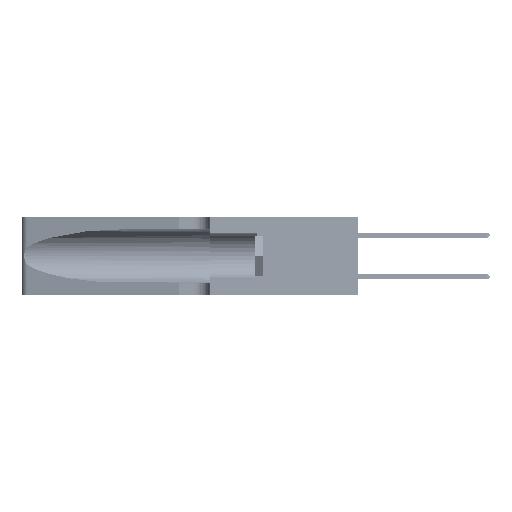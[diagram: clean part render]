
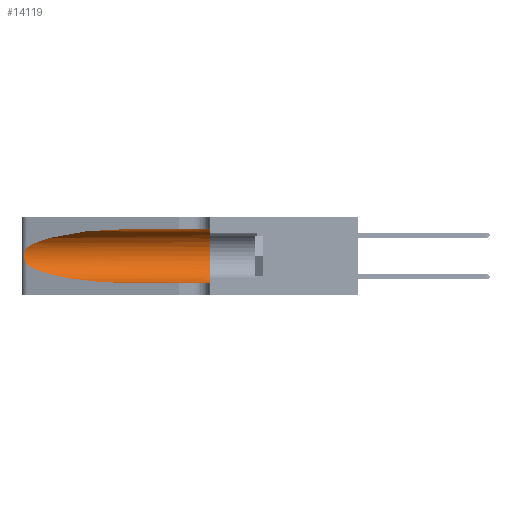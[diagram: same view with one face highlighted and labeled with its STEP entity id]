
A CAD part, left-side view. The second image highlights one B-rep face of the part: STEP entity #14119.
In plain terms, the highlighted cylindrical face has radius 3.308 mm (diameter 6.617 mm), a partial arc.
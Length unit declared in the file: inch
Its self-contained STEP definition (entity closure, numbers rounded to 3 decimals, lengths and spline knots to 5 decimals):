
#861 = VERTEX_POINT ( 'NONE', #21320 ) ;
#1211 = VECTOR ( 'NONE', #43474, 39.37008 ) ;
#2087 = VERTEX_POINT ( 'NONE', #14609 ) ;
#2226 = ORIENTED_EDGE ( 'NONE', *, *, #52630, .T. ) ;
#3522 = ORIENTED_EDGE ( 'NONE', *, *, #25070, .T. ) ;
#3893 = VERTEX_POINT ( 'NONE', #18227 ) ;
#5013 = DIRECTION ( 'NONE',  ( 0., -1., 0. ) ) ;
#8753 = CARTESIAN_POINT ( 'NONE',  ( 0.25487, 1.22718, 0.14631 ) ) ;
#9869 = VERTEX_POINT ( 'NONE', #45572 ) ;
#10883 = AXIS2_PLACEMENT_3D ( 'NONE', #36407, #48713, #28396 ) ;
#11182 = VERTEX_POINT ( 'NONE', #32410 ) ;
#11656 = CARTESIAN_POINT ( 'NONE',  ( 0.25487, 1.22718, 0.22369 ) ) ;
#11832 = CARTESIAN_POINT ( 'NONE',  ( 0.25555, 1.22993, 0.14849 ) ) ;
#11990 = CARTESIAN_POINT ( 'NONE',  ( 0.25854, 1.2359, 0.20912 ) ) ;
#12343 = CARTESIAN_POINT ( 'NONE',  ( 0.25639, 1.23186, 0.15144 ) ) ;
#12696 = DIRECTION ( 'NONE',  ( 0., 0., -1. ) ) ;
#14119 = ADVANCED_FACE ( 'NONE', ( #29523 ), #28249, .F. ) ;
#14276 = EDGE_CURVE ( 'NONE', #46171, #861, #41588, .T. ) ;
#14480 =( BOUNDED_CURVE ( )  B_SPLINE_CURVE ( 3, ( #8753, #49762, #41729, #17314 ),
 .UNSPECIFIED., .F., .F. ) 
 B_SPLINE_CURVE_WITH_KNOTS ( ( 4, 4 ),
 ( 3.44316, 4.71239 ),
 .UNSPECIFIED. ) 
 CURVE ( )  GEOMETRIC_REPRESENTATION_ITEM ( )  RATIONAL_B_SPLINE_CURVE ( ( 1., 0.87, 0.87, 1. ) ) 
 REPRESENTATION_ITEM ( '' )  );
#14609 = CARTESIAN_POINT ( 'NONE',  ( 0.1305, 0.72297, 0.05475 ) ) ;
#15093 = EDGE_LOOP ( 'NONE', ( #32907, #3522, #38952, #2226, #34939, #19928 ) ) ;
#15099 = CARTESIAN_POINT ( 'NONE',  ( 0.1305, 0.72297, 0.31525 ) ) ;
#17314 = CARTESIAN_POINT ( 'NONE',  ( 0.1305, 0.72297, 0.05475 ) ) ;
#17679 = CARTESIAN_POINT ( 'NONE',  ( 0.2373, 1.15595, 0.28018 ) ) ;
#18227 = CARTESIAN_POINT ( 'NONE',  ( 0.1305, 0.35, 0.31525 ) ) ;
#18311 = CIRCLE ( 'NONE', #10883, 0.13025 ) ;
#18670 = EDGE_CURVE ( 'NONE', #46171, #3893, #28653, .T. ) ;
#19928 = ORIENTED_EDGE ( 'NONE', *, *, #18670, .F. ) ;
#20375 = CARTESIAN_POINT ( 'NONE',  ( 0.26017, 1.23833, 0.17102 ) ) ;
#20856 = AXIS2_PLACEMENT_3D ( 'NONE', #24109, #5013, #12696 ) ;
#21320 = CARTESIAN_POINT ( 'NONE',  ( 0.25487, 1.22718, 0.22369 ) ) ;
#22283 = CARTESIAN_POINT ( 'NONE',  ( 0.18966, 0.96281, 0.31525 ) ) ;
#23308 = EDGE_CURVE ( 'NONE', #11182, #2087, #14480, .T. ) ;
#24109 = CARTESIAN_POINT ( 'NONE',  ( 0.1305, 1.61858, 0.185 ) ) ;
#24288 = CARTESIAN_POINT ( 'NONE',  ( 0.26075, 1.23896, 0.178 ) ) ;
#24467 = CARTESIAN_POINT ( 'NONE',  ( 0.26018, 1.23835, 0.19895 ) ) ;
#25070 = EDGE_CURVE ( 'NONE', #861, #11182, #32105, .T. ) ;
#26580 = LINE ( 'NONE', #28900, #33584 ) ;
#28249 = CYLINDRICAL_SURFACE ( 'NONE', #20856, 0.13025 ) ;
#28396 = DIRECTION ( 'NONE',  ( 0., 0., 1. ) ) ;
#28561 = CARTESIAN_POINT ( 'NONE',  ( 0.25856, 1.23593, 0.16098 ) ) ;
#28653 = LINE ( 'NONE', #39359, #1211 ) ;
#28900 = CARTESIAN_POINT ( 'NONE',  ( 0.1305, 1.61858, 0.05475 ) ) ;
#29523 = FACE_OUTER_BOUND ( 'NONE', #15093, .T. ) ;
#32105 = B_SPLINE_CURVE_WITH_KNOTS ( 'NONE', 3,
 ( #11656, #40688, #44783, #36403, #11990, #24467, #40509, #24288, #20375, #28561, #32656, #12343, #11832, #48889 ),
 .UNSPECIFIED., .F., .F.,
 ( 4, 2, 2, 2, 2, 2, 4 ),
 ( 0., 0.00027, 0.00053, 0.00107, 0.0016, 0.00187, 0.00214 ),
 .UNSPECIFIED. ) ;
#32410 = CARTESIAN_POINT ( 'NONE',  ( 0.25487, 1.22718, 0.14631 ) ) ;
#32656 = CARTESIAN_POINT ( 'NONE',  ( 0.25789, 1.23486, 0.15765 ) ) ;
#32907 = ORIENTED_EDGE ( 'NONE', *, *, #14276, .T. ) ;
#33584 = VECTOR ( 'NONE', #37609, 39.37008 ) ;
#33873 = CARTESIAN_POINT ( 'NONE',  ( 0.25487, 1.22718, 0.22369 ) ) ;
#34939 = ORIENTED_EDGE ( 'NONE', *, *, #47062, .F. ) ;
#36403 = CARTESIAN_POINT ( 'NONE',  ( 0.25787, 1.23484, 0.2124 ) ) ;
#36407 = CARTESIAN_POINT ( 'NONE',  ( 0.1305, 0.35, 0.185 ) ) ;
#37609 = DIRECTION ( 'NONE',  ( 0., -1., 0. ) ) ;
#38952 = ORIENTED_EDGE ( 'NONE', *, *, #23308, .T. ) ;
#39359 = CARTESIAN_POINT ( 'NONE',  ( 0.1305, 1.61858, 0.31525 ) ) ;
#40509 = CARTESIAN_POINT ( 'NONE',  ( 0.26075, 1.23896, 0.19203 ) ) ;
#40688 = CARTESIAN_POINT ( 'NONE',  ( 0.25555, 1.22994, 0.2215 ) ) ;
#41588 =( BOUNDED_CURVE ( )  B_SPLINE_CURVE ( 3, ( #42258, #22283, #17679, #33873 ),
 .UNSPECIFIED., .F., .F. ) 
 B_SPLINE_CURVE_WITH_KNOTS ( ( 4, 4 ),
 ( 1.5708, 2.84003 ),
 .UNSPECIFIED. ) 
 CURVE ( )  GEOMETRIC_REPRESENTATION_ITEM ( )  RATIONAL_B_SPLINE_CURVE ( ( 1., 0.87, 0.87, 1. ) ) 
 REPRESENTATION_ITEM ( '' )  );
#41729 = CARTESIAN_POINT ( 'NONE',  ( 0.18966, 0.96281, 0.05475 ) ) ;
#42258 = CARTESIAN_POINT ( 'NONE',  ( 0.1305, 0.72297, 0.31525 ) ) ;
#43474 = DIRECTION ( 'NONE',  ( 0., -1., 0. ) ) ;
#44783 = CARTESIAN_POINT ( 'NONE',  ( 0.25639, 1.23184, 0.21858 ) ) ;
#45572 = CARTESIAN_POINT ( 'NONE',  ( 0.1305, 0.35, 0.05475 ) ) ;
#46171 = VERTEX_POINT ( 'NONE', #15099 ) ;
#47062 = EDGE_CURVE ( 'NONE', #3893, #9869, #18311, .T. ) ;
#48713 = DIRECTION ( 'NONE',  ( 0., 1., 0. ) ) ;
#48889 = CARTESIAN_POINT ( 'NONE',  ( 0.25487, 1.22718, 0.14631 ) ) ;
#49762 = CARTESIAN_POINT ( 'NONE',  ( 0.2373, 1.15595, 0.08982 ) ) ;
#52630 = EDGE_CURVE ( 'NONE', #2087, #9869, #26580, .T. ) ;
